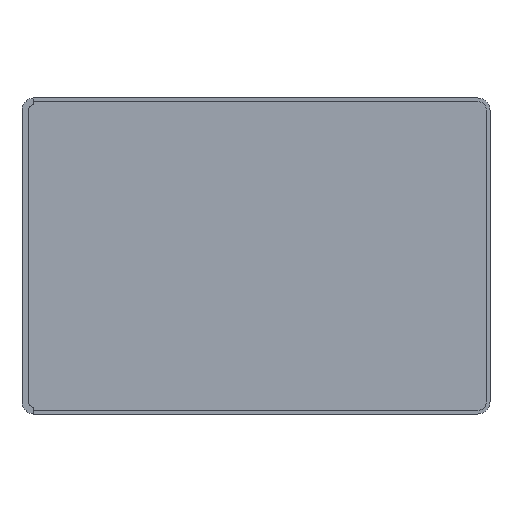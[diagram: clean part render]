
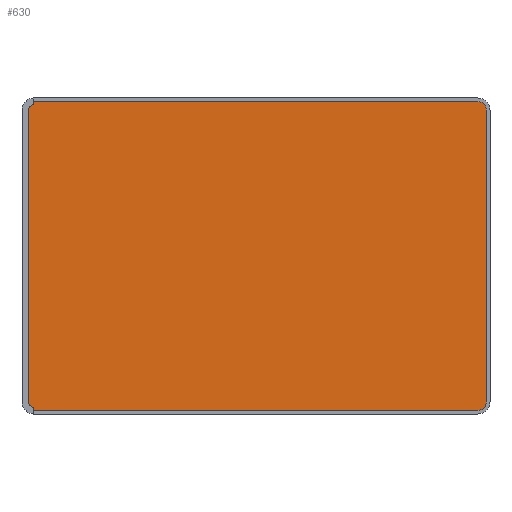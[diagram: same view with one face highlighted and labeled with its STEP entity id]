
A CAD part, top view. The second image highlights one B-rep face of the part: STEP entity #630.
In plain terms, the highlighted face is planar.
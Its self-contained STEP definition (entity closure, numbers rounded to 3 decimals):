
#27=PLANE('',#689);
#48=FACE_OUTER_BOUND('',#84,.T.);
#84=EDGE_LOOP('',(#463,#464,#465,#466,#467,#468,#469,#470,#471,#472));
#119=LINE('',#975,#179);
#129=LINE('',#999,#189);
#132=LINE('',#1005,#192);
#136=LINE('',#1018,#196);
#137=LINE('',#1022,#197);
#138=LINE('',#1025,#198);
#179=VECTOR('',#765,10.);
#189=VECTOR('',#783,10.);
#192=VECTOR('',#788,10.);
#196=VECTOR('',#804,10.);
#197=VECTOR('',#807,10.);
#198=VECTOR('',#810,10.);
#236=CIRCLE('',#680,1.85);
#238=CIRCLE('',#685,1.85);
#241=CIRCLE('',#690,2.8);
#242=CIRCLE('',#691,2.8);
#276=VERTEX_POINT('',#972);
#277=VERTEX_POINT('',#974);
#281=VERTEX_POINT('',#984);
#286=VERTEX_POINT('',#996);
#287=VERTEX_POINT('',#998);
#289=VERTEX_POINT('',#1004);
#292=VERTEX_POINT('',#1017);
#293=VERTEX_POINT('',#1019);
#294=VERTEX_POINT('',#1021);
#295=VERTEX_POINT('',#1023);
#336=EDGE_CURVE('',#277,#276,#119,.T.);
#341=EDGE_CURVE('',#276,#281,#236,.T.);
#348=EDGE_CURVE('',#287,#286,#129,.T.);
#351=EDGE_CURVE('',#281,#289,#132,.T.);
#354=EDGE_CURVE('',#289,#287,#238,.T.);
#358=EDGE_CURVE('',#286,#292,#136,.T.);
#359=EDGE_CURVE('',#292,#293,#241,.T.);
#360=EDGE_CURVE('',#293,#294,#137,.T.);
#361=EDGE_CURVE('',#294,#295,#242,.T.);
#362=EDGE_CURVE('',#295,#277,#138,.T.);
#463=ORIENTED_EDGE('',*,*,#336,.T.);
#464=ORIENTED_EDGE('',*,*,#341,.T.);
#465=ORIENTED_EDGE('',*,*,#351,.T.);
#466=ORIENTED_EDGE('',*,*,#354,.T.);
#467=ORIENTED_EDGE('',*,*,#348,.T.);
#468=ORIENTED_EDGE('',*,*,#358,.T.);
#469=ORIENTED_EDGE('',*,*,#359,.T.);
#470=ORIENTED_EDGE('',*,*,#360,.T.);
#471=ORIENTED_EDGE('',*,*,#361,.T.);
#472=ORIENTED_EDGE('',*,*,#362,.T.);
#630=ADVANCED_FACE('',(#48),#27,.T.);
#680=AXIS2_PLACEMENT_3D('',#985,#772,#773);
#685=AXIS2_PLACEMENT_3D('',#1010,#793,#794);
#689=AXIS2_PLACEMENT_3D('',#1016,#802,#803);
#690=AXIS2_PLACEMENT_3D('',#1020,#805,#806);
#691=AXIS2_PLACEMENT_3D('',#1024,#808,#809);
#765=DIRECTION('',(0.,1.,0.));
#772=DIRECTION('center_axis',(0.,0.,-1.));
#773=DIRECTION('ref_axis',(0.,-1.,0.));
#783=DIRECTION('',(0.,1.,0.));
#788=DIRECTION('',(0.,1.,0.));
#793=DIRECTION('center_axis',(0.,0.,-1.));
#794=DIRECTION('ref_axis',(-1.,0.,0.));
#802=DIRECTION('center_axis',(0.,0.,-1.));
#803=DIRECTION('ref_axis',(-1.,0.,0.));
#804=DIRECTION('',(1.,0.,0.));
#805=DIRECTION('center_axis',(0.,0.,-1.));
#806=DIRECTION('ref_axis',(0.,1.,0.));
#807=DIRECTION('',(0.,-1.,0.));
#808=DIRECTION('center_axis',(0.,0.,-1.));
#809=DIRECTION('ref_axis',(1.,0.,0.));
#810=DIRECTION('',(-1.,0.,0.));
#972=CARTESIAN_POINT('',(-73.2,-49.839,12.));
#974=CARTESIAN_POINT('',(-73.2,-50.8,12.));
#975=CARTESIAN_POINT('',(-73.2,-24.925,12.));
#984=CARTESIAN_POINT('',(-74.85,-48.,12.));
#985=CARTESIAN_POINT('Origin',(-73.,-48.,12.));
#996=CARTESIAN_POINT('',(-73.2,50.8,12.));
#998=CARTESIAN_POINT('',(-73.2,49.839,12.));
#999=CARTESIAN_POINT('',(-73.2,26.,12.));
#1004=CARTESIAN_POINT('',(-74.85,48.,12.));
#1005=CARTESIAN_POINT('',(-74.85,24.,12.));
#1010=CARTESIAN_POINT('Origin',(-73.,48.,12.));
#1016=CARTESIAN_POINT('Origin',(0.,0.,
12.));
#1017=CARTESIAN_POINT('',(73.,50.8,12.));
#1018=CARTESIAN_POINT('',(-73.,50.8,12.));
#1019=CARTESIAN_POINT('',(75.8,48.,12.));
#1020=CARTESIAN_POINT('Origin',(73.,48.,12.));
#1021=CARTESIAN_POINT('',(75.8,-48.,12.));
#1022=CARTESIAN_POINT('',(75.8,48.,12.));
#1023=CARTESIAN_POINT('',(73.,-50.8,12.));
#1024=CARTESIAN_POINT('Origin',(73.,-48.,12.));
#1025=CARTESIAN_POINT('',(73.,-50.8,12.));
